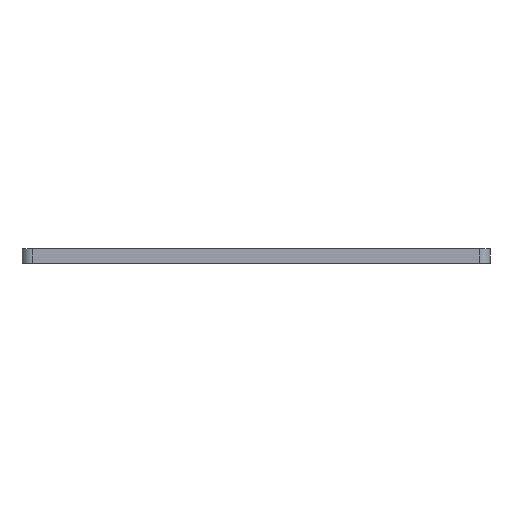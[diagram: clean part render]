
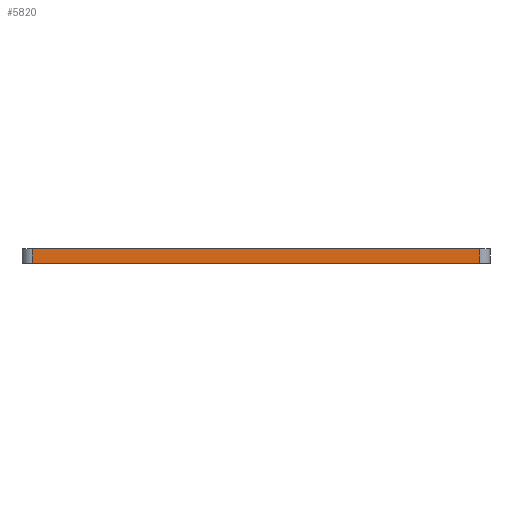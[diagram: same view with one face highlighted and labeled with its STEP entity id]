
A CAD part, front view. The second image highlights one B-rep face of the part: STEP entity #5820.
In plain terms, the highlighted planar face has unit normal (0, -1, 0).
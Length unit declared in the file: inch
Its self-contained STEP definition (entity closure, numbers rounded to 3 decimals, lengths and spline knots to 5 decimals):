
#18 = EDGE_CURVE ( 'NONE', #8757, #3114, #4352, .T. ) ;
#691 = LINE ( 'NONE', #6757, #4699 ) ;
#800 = VECTOR ( 'NONE', #9610, 39.37008 ) ;
#2018 = PLANE ( 'NONE',  #5923 ) ;
#2129 = EDGE_CURVE ( 'NONE', #3114, #6676, #7867, .T. ) ;
#2265 = ORIENTED_EDGE ( 'NONE', *, *, #2129, .T. ) ;
#2891 = CARTESIAN_POINT ( 'NONE',  ( 0.25, 0., 0.36 ) ) ;
#3114 = VERTEX_POINT ( 'NONE', #7797 ) ;
#4114 = EDGE_CURVE ( 'NONE', #6676, #6434, #7443, .T. ) ;
#4225 = CARTESIAN_POINT ( 'NONE',  ( 11.245, 0., 0.36 ) ) ;
#4352 = LINE ( 'NONE', #5883, #9739 ) ;
#4699 = VECTOR ( 'NONE', #5100, 39.37008 ) ;
#4932 = DIRECTION ( 'NONE',  ( 0., 0., 1. ) ) ;
#5100 = DIRECTION ( 'NONE',  ( 1., 0., 0. ) ) ;
#5441 = ORIENTED_EDGE ( 'NONE', *, *, #18, .T. ) ;
#5820 = ADVANCED_FACE ( 'NONE', ( #9060 ), #2018, .F. ) ;
#5853 = DIRECTION ( 'NONE',  ( 0., 0., -1. ) ) ;
#5883 = CARTESIAN_POINT ( 'NONE',  ( 0.25, 0., 0.36 ) ) ;
#5923 = AXIS2_PLACEMENT_3D ( 'NONE', #5979, #8365, #8258 ) ;
#5979 = CARTESIAN_POINT ( 'NONE',  ( 0., 0., 0.36 ) ) ;
#6234 = CARTESIAN_POINT ( 'NONE',  ( 11.245, 0., 0. ) ) ;
#6434 = VERTEX_POINT ( 'NONE', #6853 ) ;
#6676 = VERTEX_POINT ( 'NONE', #6234 ) ;
#6757 = CARTESIAN_POINT ( 'NONE',  ( 0., 0., 0.36 ) ) ;
#6853 = CARTESIAN_POINT ( 'NONE',  ( 11.245, 0., 0.36 ) ) ;
#7339 = CARTESIAN_POINT ( 'NONE',  ( 0., 0., 0. ) ) ;
#7443 = LINE ( 'NONE', #4225, #8449 ) ;
#7797 = CARTESIAN_POINT ( 'NONE',  ( 0.25, 0., 0. ) ) ;
#7867 = LINE ( 'NONE', #7339, #800 ) ;
#8014 = ORIENTED_EDGE ( 'NONE', *, *, #4114, .T. ) ;
#8258 = DIRECTION ( 'NONE',  ( 0., 0., 1. ) ) ;
#8365 = DIRECTION ( 'NONE',  ( 0., 1., 0. ) ) ;
#8391 = ORIENTED_EDGE ( 'NONE', *, *, #8677, .F. ) ;
#8449 = VECTOR ( 'NONE', #4932, 39.37008 ) ;
#8677 = EDGE_CURVE ( 'NONE', #8757, #6434, #691, .T. ) ;
#8757 = VERTEX_POINT ( 'NONE', #2891 ) ;
#9060 = FACE_OUTER_BOUND ( 'NONE', #9071, .T. ) ;
#9071 = EDGE_LOOP ( 'NONE', ( #2265, #8014, #8391, #5441 ) ) ;
#9610 = DIRECTION ( 'NONE',  ( 1., 0., 0. ) ) ;
#9739 = VECTOR ( 'NONE', #5853, 39.37008 ) ;
